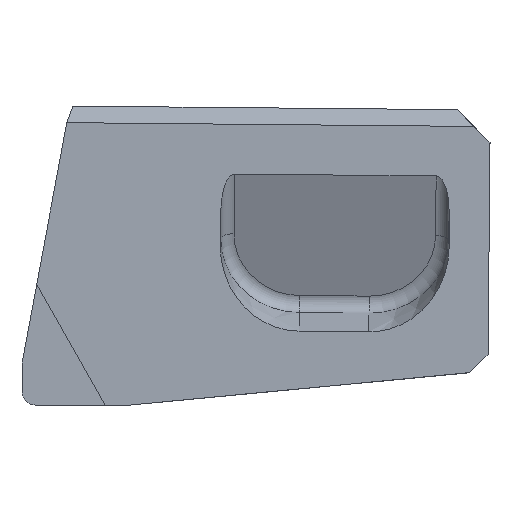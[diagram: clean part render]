
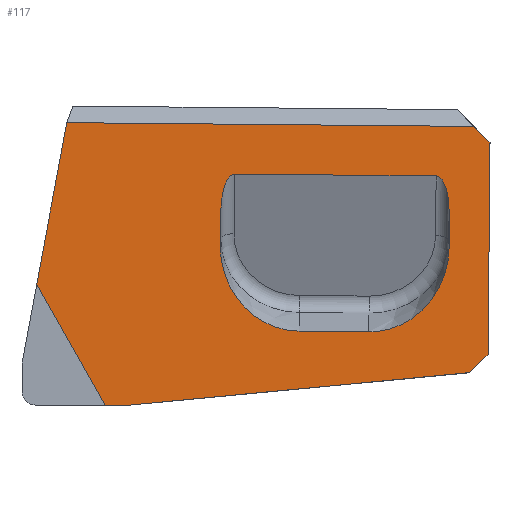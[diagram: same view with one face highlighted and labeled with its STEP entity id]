
A CAD part, top view. The second image highlights one B-rep face of the part: STEP entity #117.
In plain terms, the highlighted planar face has unit normal (0, 0, 1).
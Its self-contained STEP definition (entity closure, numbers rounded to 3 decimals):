
#40=ELLIPSE('',#934,2.581,2.393);
#41=ELLIPSE('',#935,1.068,0.4);
#42=ELLIPSE('',#936,2.581,2.393);
#43=FACE_BOUND('',#241,.T.);
#44=FACE_BOUND('',#242,.T.);
#91=B_SPLINE_CURVE_WITH_KNOTS('',3,(#1611,#1612,#1613,#1614,#1615,#1616,
#1617,#1618,#1619,#1620,#1621,#1622,#1623,#1624,#1625,#1626,#1627,#1628,
#1629,#1630),.UNSPECIFIED.,.F.,.F.,(4,1,1,1,1,1,1,1,1,1,1,1,1,1,1,1,1,4),
(0.,0.059,0.118,0.176,0.235,0.294,
0.353,0.412,0.471,0.529,0.588,
0.647,0.706,0.765,0.824,0.882,
0.941,1.),.UNSPECIFIED.);
#117=ADVANCED_FACE('',(#43,#44),#155,.F.);
#155=PLANE('',#937);
#241=EDGE_LOOP('',(#385,#386,#387,#388,#389,#390,#391,#392));
#242=EDGE_LOOP('',(#393,#394,#395,#396,#397,#398,#399,#400));
#385=ORIENTED_EDGE('',*,*,#632,.F.);
#386=ORIENTED_EDGE('',*,*,#638,.F.);
#387=ORIENTED_EDGE('',*,*,#639,.F.);
#388=ORIENTED_EDGE('',*,*,#640,.F.);
#389=ORIENTED_EDGE('',*,*,#641,.F.);
#390=ORIENTED_EDGE('',*,*,#642,.T.);
#391=ORIENTED_EDGE('',*,*,#643,.F.);
#392=ORIENTED_EDGE('',*,*,#629,.F.);
#393=ORIENTED_EDGE('',*,*,#644,.F.);
#394=ORIENTED_EDGE('',*,*,#645,.T.);
#395=ORIENTED_EDGE('',*,*,#646,.F.);
#396=ORIENTED_EDGE('',*,*,#647,.F.);
#397=ORIENTED_EDGE('',*,*,#648,.T.);
#398=ORIENTED_EDGE('',*,*,#649,.F.);
#399=ORIENTED_EDGE('',*,*,#650,.F.);
#400=ORIENTED_EDGE('',*,*,#651,.T.);
#536=VERTEX_POINT('',#1576);
#537=VERTEX_POINT('',#1577);
#538=VERTEX_POINT('',#1582);
#542=VERTEX_POINT('',#1592);
#543=VERTEX_POINT('',#1596);
#544=VERTEX_POINT('',#1598);
#545=VERTEX_POINT('',#1600);
#546=VERTEX_POINT('',#1602);
#547=VERTEX_POINT('',#1605);
#548=VERTEX_POINT('',#1606);
#549=VERTEX_POINT('',#1608);
#550=VERTEX_POINT('',#1610);
#551=VERTEX_POINT('',#1631);
#552=VERTEX_POINT('',#1633);
#553=VERTEX_POINT('',#1635);
#554=VERTEX_POINT('',#1637);
#629=EDGE_CURVE('',#536,#537,#730,.T.);
#632=EDGE_CURVE('',#538,#536,#733,.T.);
#638=EDGE_CURVE('',#542,#538,#739,.T.);
#639=EDGE_CURVE('',#543,#542,#740,.T.);
#640=EDGE_CURVE('',#544,#543,#741,.T.);
#641=EDGE_CURVE('',#545,#544,#742,.T.);
#642=EDGE_CURVE('',#545,#546,#743,.T.);
#643=EDGE_CURVE('',#537,#546,#744,.T.);
#644=EDGE_CURVE('',#547,#548,#745,.T.);
#645=EDGE_CURVE('',#547,#549,#40,.T.);
#646=EDGE_CURVE('',#550,#549,#746,.T.);
#647=EDGE_CURVE('',#551,#550,#91,.T.);
#648=EDGE_CURVE('',#551,#552,#747,.T.);
#649=EDGE_CURVE('',#553,#552,#41,.T.);
#650=EDGE_CURVE('',#554,#553,#748,.T.);
#651=EDGE_CURVE('',#554,#548,#42,.T.);
#730=LINE('',#1575,#820);
#733=LINE('',#1581,#823);
#739=LINE('',#1593,#829);
#740=LINE('',#1595,#830);
#741=LINE('',#1597,#831);
#742=LINE('',#1599,#832);
#743=LINE('',#1601,#833);
#744=LINE('',#1603,#834);
#745=LINE('',#1604,#835);
#746=LINE('',#1609,#836);
#747=LINE('',#1632,#837);
#748=LINE('',#1636,#838);
#820=VECTOR('',#1054,1.);
#823=VECTOR('',#1059,1.);
#829=VECTOR('',#1067,1.);
#830=VECTOR('',#1070,1.);
#831=VECTOR('',#1071,1.);
#832=VECTOR('',#1072,1.);
#833=VECTOR('',#1073,1.);
#834=VECTOR('',#1074,1.);
#835=VECTOR('',#1075,1.);
#836=VECTOR('',#1078,1.);
#837=VECTOR('',#1079,1.);
#838=VECTOR('',#1082,1.);
#934=AXIS2_PLACEMENT_3D('',#1607,#1076,#1077);
#935=AXIS2_PLACEMENT_3D('',#1634,#1080,#1081);
#936=AXIS2_PLACEMENT_3D('',#1638,#1083,#1084);
#937=AXIS2_PLACEMENT_3D('',#1639,#1085,#1086);
#1054=DIRECTION('',(-0.492,0.871,0.));
#1059=DIRECTION('',(-1.,0.009,0.));
#1067=DIRECTION('',(-0.995,-0.095,0.));
#1070=DIRECTION('',(-0.714,-0.701,0.));
#1071=DIRECTION('',(-0.009,-1.,0.));
#1072=DIRECTION('',(0.701,-0.714,0.));
#1073=DIRECTION('',(-1.,0.009,0.));
#1074=DIRECTION('',(0.183,0.983,0.));
#1075=DIRECTION('',(1.,-0.009,0.));
#1076=DIRECTION('',(0.,0.,-1.));
#1077=DIRECTION('',(-0.009,-1.,0.));
#1078=DIRECTION('',(-0.022,-1.,0.));
#1079=DIRECTION('',(1.,-0.009,0.));
#1080=DIRECTION('',(0.,0.,1.));
#1081=DIRECTION('',(0.009,1.,0.));
#1082=DIRECTION('',(-0.004,1.,0.));
#1083=DIRECTION('',(0.,0.,-1.));
#1084=DIRECTION('',(-0.009,-1.,0.));
#1085=DIRECTION('',(0.,0.,-1.));
#1086=DIRECTION('',(-0.009,-1.,0.));
#1575=CARTESIAN_POINT('',(2.51,-0.023,0.));
#1576=CARTESIAN_POINT('',(2.51,-0.023,0.));
#1577=CARTESIAN_POINT('',(0.446,3.628,0.));
#1581=CARTESIAN_POINT('',(3.,-0.028,0.));
#1582=CARTESIAN_POINT('',(3.,-0.028,0.));
#1592=CARTESIAN_POINT('',(13.451,0.974,0.));
#1593=CARTESIAN_POINT('',(13.451,0.974,0.));
#1595=CARTESIAN_POINT('',(14.015,1.527,0.));
#1596=CARTESIAN_POINT('',(14.015,1.527,0.));
#1597=CARTESIAN_POINT('',(14.073,7.881,0.));
#1598=CARTESIAN_POINT('',(14.073,7.881,0.));
#1599=CARTESIAN_POINT('',(13.587,8.375,0.));
#1600=CARTESIAN_POINT('',(13.587,8.375,0.));
#1601=CARTESIAN_POINT('',(13.587,8.375,0.));
#1602=CARTESIAN_POINT('',(1.349,8.488,0.));
#1603=CARTESIAN_POINT('',(0.446,3.628,0.));
#1604=CARTESIAN_POINT('',(8.331,2.219,0.));
#1605=CARTESIAN_POINT('',(8.331,2.219,0.));
#1606=CARTESIAN_POINT('',(10.431,2.2,0.));
#1607=CARTESIAN_POINT('',(8.354,4.801,0.));
#1608=CARTESIAN_POINT('',(5.962,4.859,0.));
#1609=CARTESIAN_POINT('',(5.985,5.915,0.));
#1610=CARTESIAN_POINT('',(5.985,5.915,0.));
#1611=CARTESIAN_POINT('',(6.394,6.941,0.));
#1612=CARTESIAN_POINT('',(6.386,6.942,0.));
#1613=CARTESIAN_POINT('',(6.369,6.94,0.));
#1614=CARTESIAN_POINT('',(6.342,6.934,0.));
#1615=CARTESIAN_POINT('',(6.315,6.922,0.));
#1616=CARTESIAN_POINT('',(6.287,6.904,0.));
#1617=CARTESIAN_POINT('',(6.258,6.88,0.));
#1618=CARTESIAN_POINT('',(6.228,6.849,0.));
#1619=CARTESIAN_POINT('',(6.199,6.81,0.));
#1620=CARTESIAN_POINT('',(6.17,6.765,0.));
#1621=CARTESIAN_POINT('',(6.142,6.711,0.));
#1622=CARTESIAN_POINT('',(6.115,6.65,0.));
#1623=CARTESIAN_POINT('',(6.089,6.579,0.));
#1624=CARTESIAN_POINT('',(6.065,6.499,0.));
#1625=CARTESIAN_POINT('',(6.042,6.408,0.));
#1626=CARTESIAN_POINT('',(6.021,6.306,0.));
#1627=CARTESIAN_POINT('',(6.004,6.191,0.));
#1628=CARTESIAN_POINT('',(5.991,6.063,0.));
#1629=CARTESIAN_POINT('',(5.986,5.966,0.));
#1630=CARTESIAN_POINT('',(5.985,5.915,0.));
#1631=CARTESIAN_POINT('',(6.394,6.941,0.));
#1632=CARTESIAN_POINT('',(6.394,6.941,0.));
#1633=CARTESIAN_POINT('',(12.453,6.886,0.));
#1634=CARTESIAN_POINT('',(12.443,5.818,0.));
#1635=CARTESIAN_POINT('',(12.843,5.852,0.));
#1636=CARTESIAN_POINT('',(12.848,4.796,0.));
#1637=CARTESIAN_POINT('',(12.848,4.796,0.));
#1638=CARTESIAN_POINT('',(10.454,4.782,0.));
#1639=CARTESIAN_POINT('',(-0.954,-0.841,0.));
